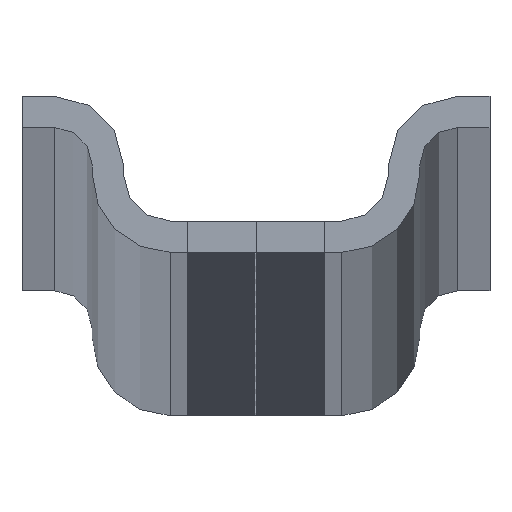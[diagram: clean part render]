
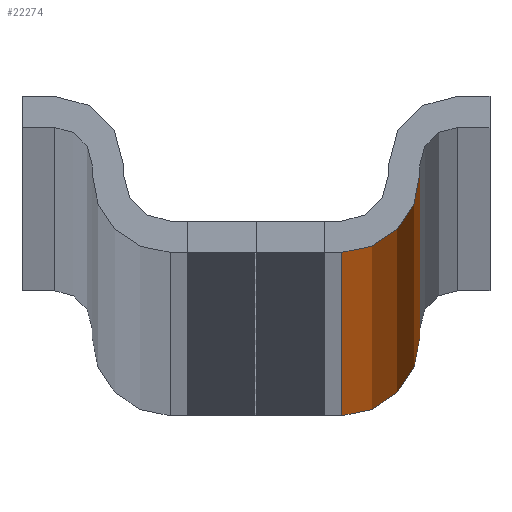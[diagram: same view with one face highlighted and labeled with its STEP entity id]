
A CAD part, top view. The second image highlights one B-rep face of the part: STEP entity #22274.
In plain terms, the highlighted cylindrical face has radius 2.5 mm (diameter 5 mm), a partial arc.
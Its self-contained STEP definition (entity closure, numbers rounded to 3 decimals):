
#2244 = CARTESIAN_POINT ( 'NONE',  ( 5.5, 2.8, 3000. ) ) ;
#2246 = DIRECTION ( 'NONE',  ( -1., 0., 0. ) ) ;
#2258 = CYLINDRICAL_SURFACE ( 'NONE', #26150, 2.5 ) ;
#2261 = FACE_OUTER_BOUND ( 'NONE', #15736, .T. ) ;
#2262 = DIRECTION ( 'NONE',  ( 0., 0., -1. ) ) ;
#3135 = DIRECTION ( 'NONE',  ( 0., 0., 1. ) ) ;
#3144 = DIRECTION ( 'NONE',  ( -1., 0., 0. ) ) ;
#3180 = CARTESIAN_POINT ( 'NONE',  ( 5.5, 2.8, 0. ) ) ;
#3312 = DIRECTION ( 'NONE',  ( 0., 0., 1. ) ) ;
#3324 = DIRECTION ( 'NONE',  ( -1., 0., 0. ) ) ;
#3340 = CARTESIAN_POINT ( 'NONE',  ( 5.5, 2.8, 3000. ) ) ;
#8848 = VECTOR ( 'NONE', #21215, 1000. ) ;
#8859 = VECTOR ( 'NONE', #21243, 1000. ) ;
#11116 = ORIENTED_EDGE ( 'NONE', *, *, #14845, .T. ) ;
#11123 = ORIENTED_EDGE ( 'NONE', *, *, #22941, .F. ) ;
#11149 = ORIENTED_EDGE ( 'NONE', *, *, #14844, .T. ) ;
#11171 = ORIENTED_EDGE ( 'NONE', *, *, #22879, .T. ) ;
#13571 = VERTEX_POINT ( 'NONE', #18915 ) ;
#13606 = VERTEX_POINT ( 'NONE', #18888 ) ;
#13618 = VERTEX_POINT ( 'NONE', #18882 ) ;
#13627 = VERTEX_POINT ( 'NONE', #18936 ) ;
#14844 = EDGE_CURVE ( 'NONE', #13606, #13627, #21286, .T. ) ;
#14845 = EDGE_CURVE ( 'NONE', #13618, #13571, #21194, .T. ) ;
#15736 = EDGE_LOOP ( 'NONE', ( #11123, #11116, #11171, #11149 ) ) ;
#18882 = CARTESIAN_POINT ( 'NONE',  ( 5.5, 0.3, 3000. ) ) ;
#18888 = CARTESIAN_POINT ( 'NONE',  ( 8., 2.8, 0. ) ) ;
#18915 = CARTESIAN_POINT ( 'NONE',  ( 5.5, 0.3, 0. ) ) ;
#18936 = CARTESIAN_POINT ( 'NONE',  ( 8., 2.8, 3000. ) ) ;
#21194 = LINE ( 'NONE', #21294, #8859 ) ;
#21215 = DIRECTION ( 'NONE',  ( 0., 0., 1. ) ) ;
#21243 = DIRECTION ( 'NONE',  ( 0., 0., -1. ) ) ;
#21264 = CARTESIAN_POINT ( 'NONE',  ( 8., 2.8, 3000. ) ) ;
#21286 = LINE ( 'NONE', #21264, #8848 ) ;
#21294 = CARTESIAN_POINT ( 'NONE',  ( 5.5, 0.3, 3000. ) ) ;
#22274 = ADVANCED_FACE ( 'NONE', ( #2261 ), #2258, .T. ) ;
#22879 = EDGE_CURVE ( 'NONE', #13571, #13606, #26487, .T. ) ;
#22941 = EDGE_CURVE ( 'NONE', #13618, #13627, #26569, .T. ) ;
#26150 = AXIS2_PLACEMENT_3D ( 'NONE', #2244, #2262, #2246 ) ;
#26487 = CIRCLE ( 'NONE', #26488, 2.5 ) ;
#26488 = AXIS2_PLACEMENT_3D ( 'NONE', #3180, #3135, #3144 ) ;
#26511 = AXIS2_PLACEMENT_3D ( 'NONE', #3340, #3312, #3324 ) ;
#26569 = CIRCLE ( 'NONE', #26511, 2.5 ) ;
